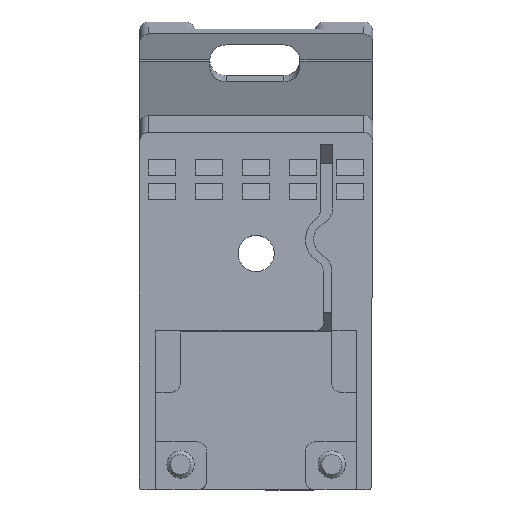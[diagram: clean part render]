
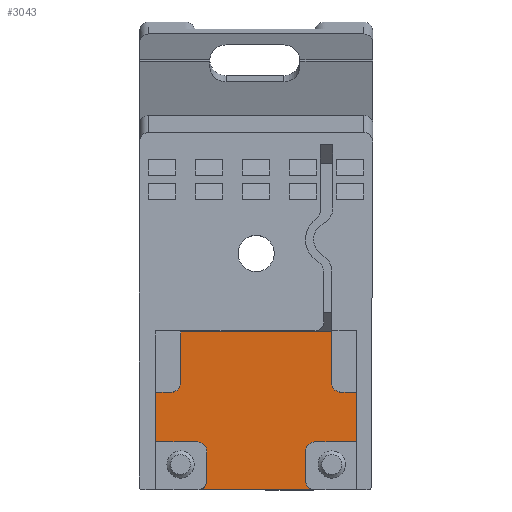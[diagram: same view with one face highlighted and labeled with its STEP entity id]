
A CAD part, top view. The second image highlights one B-rep face of the part: STEP entity #3043.
In plain terms, the highlighted planar face has unit normal (0, 0, 1).
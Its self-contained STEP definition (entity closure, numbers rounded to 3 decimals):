
#105=B_SPLINE_CURVE_WITH_KNOTS('',3,(#4822,#4823,#4824,#4825,#4826,#4827,
#4828),.UNSPECIFIED.,.F.,.F.,(4,3,4),(0.,0.067,0.157),
 .UNSPECIFIED.);
#108=B_SPLINE_CURVE_WITH_KNOTS('',3,(#4863,#4864,#4865,#4866,#4867,#4868,
#4869),.UNSPECIFIED.,.F.,.F.,(4,3,4),(0.,0.09,0.157),
 .UNSPECIFIED.);
#110=B_SPLINE_CURVE_WITH_KNOTS('',3,(#4988,#4989,#4990,#4991),
 .UNSPECIFIED.,.F.,.F.,(4,4),(-0.857,-0.757),
 .UNSPECIFIED.);
#111=B_SPLINE_CURVE_WITH_KNOTS('',3,(#4993,#4994,#4995,#4996),
 .UNSPECIFIED.,.F.,.F.,(4,4),(-1.608,-0.612),
 .UNSPECIFIED.);
#112=B_SPLINE_CURVE_WITH_KNOTS('',3,(#4998,#4999,#5000,#5001),
 .UNSPECIFIED.,.F.,.F.,(4,4),(-1.708,-1.608),
 .UNSPECIFIED.);
#113=B_SPLINE_CURVE_WITH_KNOTS('',3,(#5002,#5003,#5004,#5005),
 .UNSPECIFIED.,.F.,.F.,(4,4),(-1.508,-1.441),
 .UNSPECIFIED.);
#231=FACE_OUTER_BOUND('',#396,.T.);
#396=EDGE_LOOP('',(#2533,#2534,#2535,#2536,#2537,#2538,#2539,#2540,#2541,
#2542,#2543,#2544,#2545,#2546,#2547,#2548,#2549,#2550,#2551,#2552,#2553));
#456=LINE('',#4118,#805);
#684=LINE('',#4788,#1033);
#690=LINE('',#4836,#1039);
#691=LINE('',#4876,#1040);
#694=LINE('',#4883,#1043);
#698=LINE('',#4896,#1047);
#702=LINE('',#4905,#1051);
#729=LINE('',#4979,#1078);
#731=LINE('',#4983,#1080);
#732=LINE('',#4985,#1081);
#733=LINE('',#5006,#1082);
#805=VECTOR('',#3329,10.);
#1033=VECTOR('',#3757,10.);
#1039=VECTOR('',#3771,10.);
#1040=VECTOR('',#3774,10.);
#1043=VECTOR('',#3783,10.);
#1047=VECTOR('',#3797,10.);
#1051=VECTOR('',#3807,10.);
#1078=VECTOR('',#3884,10.);
#1080=VECTOR('',#3888,10.);
#1081=VECTOR('',#3891,10.);
#1082=VECTOR('',#3894,10.);
#1165=CIRCLE('',#3206,1.);
#1166=CIRCLE('',#3209,1.);
#1167=CIRCLE('',#3211,1.);
#1168=CIRCLE('',#3214,1.);
#1202=VERTEX_POINT('',#4103);
#1207=VERTEX_POINT('',#4116);
#1390=VERTEX_POINT('',#4785);
#1391=VERTEX_POINT('',#4787);
#1392=VERTEX_POINT('',#4816);
#1393=VERTEX_POINT('',#4821);
#1394=VERTEX_POINT('',#4834);
#1395=VERTEX_POINT('',#4857);
#1396=VERTEX_POINT('',#4862);
#1397=VERTEX_POINT('',#4875);
#1398=VERTEX_POINT('',#4879);
#1399=VERTEX_POINT('',#4885);
#1400=VERTEX_POINT('',#4889);
#1401=VERTEX_POINT('',#4891);
#1402=VERTEX_POINT('',#4895);
#1403=VERTEX_POINT('',#4899);
#1404=VERTEX_POINT('',#4901);
#1427=VERTEX_POINT('',#4981);
#1428=VERTEX_POINT('',#4987);
#1429=VERTEX_POINT('',#4992);
#1430=VERTEX_POINT('',#4997);
#1500=EDGE_CURVE('',#1207,#1202,#456,.T.);
#1762=EDGE_CURVE('',#1390,#1391,#684,.T.);
#1768=EDGE_CURVE('',#1392,#1393,#105,.F.);
#1771=EDGE_CURVE('',#1394,#1392,#690,.T.);
#1773=EDGE_CURVE('',#1395,#1396,#108,.F.);
#1775=EDGE_CURVE('',#1396,#1397,#691,.T.);
#1777=EDGE_CURVE('',#1397,#1398,#1165,.F.);
#1779=EDGE_CURVE('',#1398,#1207,#694,.T.);
#1781=EDGE_CURVE('',#1399,#1394,#1166,.F.);
#1783=EDGE_CURVE('',#1400,#1401,#1167,.F.);
#1785=EDGE_CURVE('',#1401,#1402,#698,.T.);
#1788=EDGE_CURVE('',#1403,#1404,#1168,.F.);
#1790=EDGE_CURVE('',#1404,#1390,#702,.T.);
#1827=EDGE_CURVE('',#1202,#1403,#729,.T.);
#1829=EDGE_CURVE('',#1427,#1399,#731,.T.);
#1830=EDGE_CURVE('',#1391,#1400,#732,.T.);
#1831=EDGE_CURVE('',#1395,#1428,#110,.T.);
#1832=EDGE_CURVE('',#1429,#1428,#111,.T.);
#1833=EDGE_CURVE('',#1430,#1429,#112,.T.);
#1834=EDGE_CURVE('',#1430,#1393,#113,.T.);
#1835=EDGE_CURVE('',#1402,#1427,#733,.T.);
#2533=ORIENTED_EDGE('',*,*,#1827,.F.);
#2534=ORIENTED_EDGE('',*,*,#1500,.F.);
#2535=ORIENTED_EDGE('',*,*,#1779,.F.);
#2536=ORIENTED_EDGE('',*,*,#1777,.F.);
#2537=ORIENTED_EDGE('',*,*,#1775,.F.);
#2538=ORIENTED_EDGE('',*,*,#1773,.F.);
#2539=ORIENTED_EDGE('',*,*,#1831,.T.);
#2540=ORIENTED_EDGE('',*,*,#1832,.F.);
#2541=ORIENTED_EDGE('',*,*,#1833,.F.);
#2542=ORIENTED_EDGE('',*,*,#1834,.T.);
#2543=ORIENTED_EDGE('',*,*,#1768,.F.);
#2544=ORIENTED_EDGE('',*,*,#1771,.F.);
#2545=ORIENTED_EDGE('',*,*,#1781,.F.);
#2546=ORIENTED_EDGE('',*,*,#1829,.F.);
#2547=ORIENTED_EDGE('',*,*,#1835,.F.);
#2548=ORIENTED_EDGE('',*,*,#1785,.F.);
#2549=ORIENTED_EDGE('',*,*,#1783,.F.);
#2550=ORIENTED_EDGE('',*,*,#1830,.F.);
#2551=ORIENTED_EDGE('',*,*,#1762,.F.);
#2552=ORIENTED_EDGE('',*,*,#1790,.F.);
#2553=ORIENTED_EDGE('',*,*,#1788,.F.);
#2908=PLANE('',#3243);
#3043=ADVANCED_FACE('',(#231),#2908,.T.);
#3206=AXIS2_PLACEMENT_3D('',#4880,#3778,#3779);
#3209=AXIS2_PLACEMENT_3D('',#4887,#3787,#3788);
#3211=AXIS2_PLACEMENT_3D('',#4892,#3792,#3793);
#3214=AXIS2_PLACEMENT_3D('',#4902,#3802,#3803);
#3243=AXIS2_PLACEMENT_3D('',#4986,#3892,#3893);
#3329=DIRECTION('',(0.,1.,0.));
#3757=DIRECTION('',(1.,0.,0.));
#3771=DIRECTION('',(0.,-1.,0.));
#3774=DIRECTION('',(0.,1.,0.));
#3778=DIRECTION('center_axis',(0.,0.,
-1.));
#3779=DIRECTION('ref_axis',(0.707,0.707,0.));
#3783=DIRECTION('',(-1.,0.,0.));
#3787=DIRECTION('center_axis',(0.,0.,
-1.));
#3788=DIRECTION('ref_axis',(-0.707,0.707,0.));
#3792=DIRECTION('center_axis',(0.,0.,
-1.));
#3793=DIRECTION('ref_axis',(-0.707,-0.707,0.));
#3797=DIRECTION('',(1.,0.,0.));
#3802=DIRECTION('center_axis',(0.,0.,
-1.));
#3803=DIRECTION('ref_axis',(0.707,-0.707,0.));
#3807=DIRECTION('',(0.,1.,0.));
#3884=DIRECTION('',(1.,0.,0.));
#3888=DIRECTION('',(-1.,0.,0.));
#3891=DIRECTION('',(0.,-1.,0.));
#3892=DIRECTION('center_axis',(0.,0.,
1.));
#3893=DIRECTION('ref_axis',(-1.,0.,0.));
#3894=DIRECTION('',(0.,-1.,0.));
#4103=CARTESIAN_POINT('',(-11.1,3.282,-6.003));
#4116=CARTESIAN_POINT('',(-11.1,-2.218,-6.003));
#4118=CARTESIAN_POINT('',(-11.1,6.032,-6.003));
#4785=CARTESIAN_POINT('',(-8.35,10.032,-6.003));
#4787=CARTESIAN_POINT('',(8.35,10.032,-6.003));
#4788=CARTESIAN_POINT('',(-11.1,10.032,-6.003));
#4816=CARTESIAN_POINT('',(5.475,-6.518,-6.003));
#4821=CARTESIAN_POINT('',(6.475,-7.518,-6.003));
#4822=CARTESIAN_POINT('Ctrl Pts',(6.475,-7.518,-6.003));
#4823=CARTESIAN_POINT('Ctrl Pts',(6.251,-7.518,-6.003));
#4824=CARTESIAN_POINT('Ctrl Pts',(6.026,-7.44,-6.003));
#4825=CARTESIAN_POINT('Ctrl Pts',(5.851,-7.3,-6.003));
#4826=CARTESIAN_POINT('Ctrl Pts',(5.618,-7.113,-6.003));
#4827=CARTESIAN_POINT('Ctrl Pts',(5.475,-6.817,-6.003));
#4828=CARTESIAN_POINT('Ctrl Pts',(5.475,-6.518,-6.003));
#4834=CARTESIAN_POINT('',(5.475,-3.218,-6.003));
#4836=CARTESIAN_POINT('',(5.475,-7.518,-6.003));
#4857=CARTESIAN_POINT('',(-6.475,-7.518,-6.003));
#4862=CARTESIAN_POINT('',(-5.475,-6.518,-6.003));
#4863=CARTESIAN_POINT('Ctrl Pts',(-5.475,-6.518,-6.003));
#4864=CARTESIAN_POINT('Ctrl Pts',(-5.475,-6.817,-6.003));
#4865=CARTESIAN_POINT('Ctrl Pts',(-5.618,-7.113,-6.003));
#4866=CARTESIAN_POINT('Ctrl Pts',(-5.851,-7.3,-6.003));
#4867=CARTESIAN_POINT('Ctrl Pts',(-6.026,-7.44,-6.003));
#4868=CARTESIAN_POINT('Ctrl Pts',(-6.251,-7.518,-6.003));
#4869=CARTESIAN_POINT('Ctrl Pts',(-6.475,-7.518,-6.003));
#4875=CARTESIAN_POINT('',(-5.475,-3.218,-6.003));
#4876=CARTESIAN_POINT('',(-5.475,-7.518,-6.003));
#4879=CARTESIAN_POINT('',(-6.475,-2.218,-6.003));
#4880=CARTESIAN_POINT('Origin',(-6.475,-3.218,-6.003));
#4883=CARTESIAN_POINT('',(-5.475,-2.218,-6.003));
#4885=CARTESIAN_POINT('',(6.475,-2.218,-6.003));
#4887=CARTESIAN_POINT('Origin',(6.475,-3.218,-6.003));
#4889=CARTESIAN_POINT('',(8.35,4.282,-6.003));
#4891=CARTESIAN_POINT('',(9.35,3.282,-6.003));
#4892=CARTESIAN_POINT('Origin',(9.35,4.282,-6.003));
#4895=CARTESIAN_POINT('',(11.1,3.282,-6.003));
#4896=CARTESIAN_POINT('',(10.85,3.282,-6.003));
#4899=CARTESIAN_POINT('',(-9.35,3.282,-6.003));
#4901=CARTESIAN_POINT('',(-8.35,4.282,-6.003));
#4902=CARTESIAN_POINT('Origin',(-9.35,4.282,-6.003));
#4905=CARTESIAN_POINT('',(-8.35,5.782,-6.003));
#4979=CARTESIAN_POINT('',(-10.85,3.282,-6.003));
#4981=CARTESIAN_POINT('',(11.1,-2.218,-6.003));
#4983=CARTESIAN_POINT('',(5.475,-2.218,-6.003));
#4985=CARTESIAN_POINT('',(8.35,5.782,-6.003));
#4986=CARTESIAN_POINT('Origin',(-0.017,12.21,-6.003));
#4987=CARTESIAN_POINT('',(-5.475,-7.518,-6.003));
#4988=CARTESIAN_POINT('Ctrl Pts',(-6.475,-7.518,-6.003));
#4989=CARTESIAN_POINT('Ctrl Pts',(-6.142,-7.518,-6.003));
#4990=CARTESIAN_POINT('Ctrl Pts',(-5.808,-7.518,-6.003));
#4991=CARTESIAN_POINT('Ctrl Pts',(-5.475,-7.518,-6.003));
#4992=CARTESIAN_POINT('',(4.475,-7.518,-6.003));
#4993=CARTESIAN_POINT('Ctrl Pts',(4.475,-7.518,-6.003));
#4994=CARTESIAN_POINT('Ctrl Pts',(1.158,-7.518,-6.003));
#4995=CARTESIAN_POINT('Ctrl Pts',(-2.158,-7.518,-6.003));
#4996=CARTESIAN_POINT('Ctrl Pts',(-5.475,-7.518,-6.003));
#4997=CARTESIAN_POINT('',(5.475,-7.518,-6.003));
#4998=CARTESIAN_POINT('Ctrl Pts',(5.475,-7.518,-6.003));
#4999=CARTESIAN_POINT('Ctrl Pts',(5.142,-7.518,-6.003));
#5000=CARTESIAN_POINT('Ctrl Pts',(4.808,-7.518,-6.003));
#5001=CARTESIAN_POINT('Ctrl Pts',(4.475,-7.518,-6.003));
#5002=CARTESIAN_POINT('Ctrl Pts',(5.475,-7.518,-6.003));
#5003=CARTESIAN_POINT('Ctrl Pts',(5.808,-7.518,-6.003));
#5004=CARTESIAN_POINT('Ctrl Pts',(6.142,-7.518,-6.003));
#5005=CARTESIAN_POINT('Ctrl Pts',(6.475,-7.518,-6.003));
#5006=CARTESIAN_POINT('',(11.1,-7.468,-6.003));
